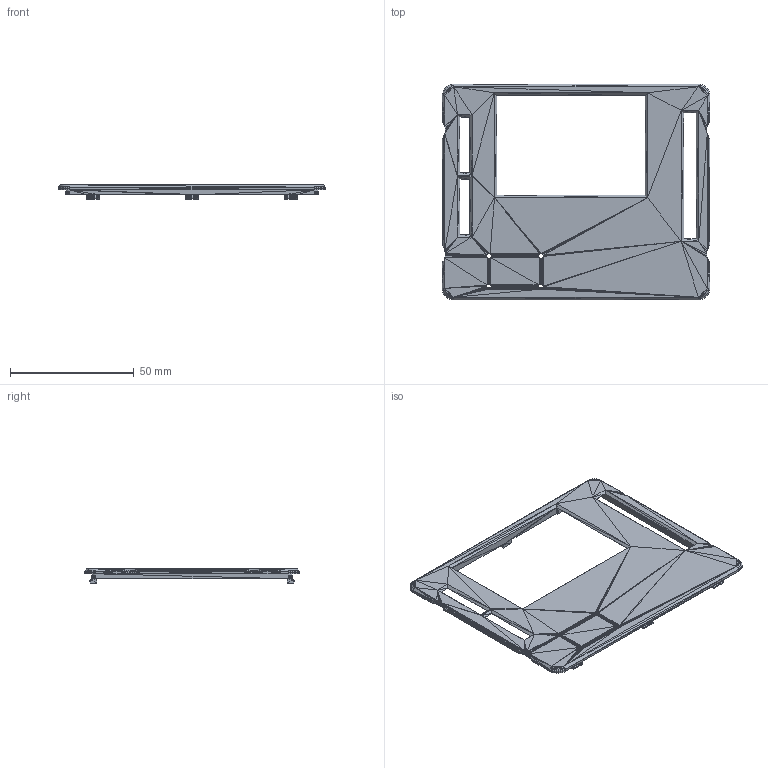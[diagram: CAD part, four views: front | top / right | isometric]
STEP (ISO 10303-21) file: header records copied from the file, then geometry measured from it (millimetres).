
FILE_DESCRIPTION(/* description */ (''),/* implementation_level */ '2;1');
FILE_NAME(/* name */ 'jetson_xavier_nx_mount_cap.step',/* time_stamp */ '2021-07-29T15:23:16-04:00',/* author */ (''),/* organization */ (''),/* preprocessor_version */ 'ST-DEVELOPER v18.1',/* originating_system */ 'Autodesk Translation Framework v10.9.0.1377',/* authorisation */ '');
FILE_SCHEMA (('AUTOMOTIVE_DESIGN { 1 0 10303 214 3 1 1 }'));
Length unit declared in the file: millimetre
Products named in the file (1): JXNX Mount Cap
Bounding box: 108 x 87 x 5.8 mm (x, y, z)
Volume: 13939.8 mm3; surface area: 15655.3 mm2
Topology: 1 solids, 1 shells, 1322 faces, 1983 edges, 647 vertices
Faces by surface type: plane 1322
Entity records: 25792 total; most frequent: DIRECTION 4629, ORIENTED_EDGE 3966, CARTESIAN_POINT 3953, LINE 1983, VECTOR 1983, EDGE_CURVE 1983, AXIS2_PLACEMENT_3D 1323, FACE_OUTER_BOUND 1322
